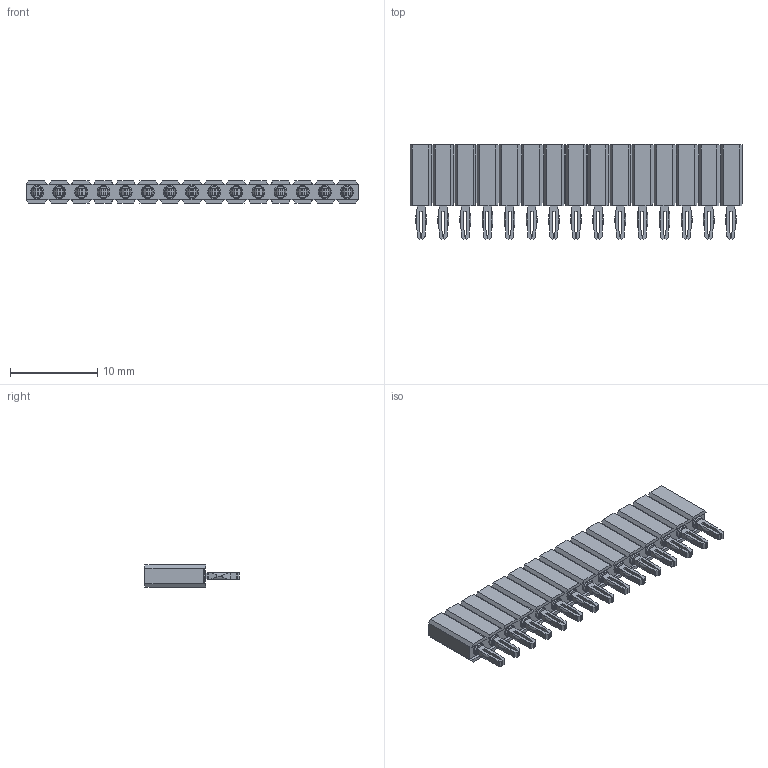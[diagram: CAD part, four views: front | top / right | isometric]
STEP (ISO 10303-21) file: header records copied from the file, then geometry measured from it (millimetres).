
FILE_DESCRIPTION(('STEP AP214'),'1');
FILE_NAME('pcb_connector_801-87-015-66-001101.stp','2017-07-01T09:27:50',('TraceParts'),('TraceParts S.A.'),'Spatial InterOp 3D',' ',' ');
FILE_SCHEMA(('automotive_design'));
Length unit declared in the file: millimetre
Products named in the file (1): pcb_connector_801-87-015-66-001101
Bounding box: 38.1 x 10.8 x 2.54 mm (x, y, z)
Volume: 555 mm3; surface area: 1597.3 mm2
Topology: 1 solids, 1 shells, 1247 faces, 3150 edges, 1935 vertices
Faces by surface type: plane 557, cylinder 330, cone 300, torus 60
Entity records: 48026 total; most frequent: CARTESIAN_POINT 7863, DIRECTION 6396, ORIENTED_EDGE 6240, EDGE_CURVE 3120, AXIS2_PLACEMENT_3D 2148, LINE 2100, VECTOR 2100, VERTEX_POINT 1935
